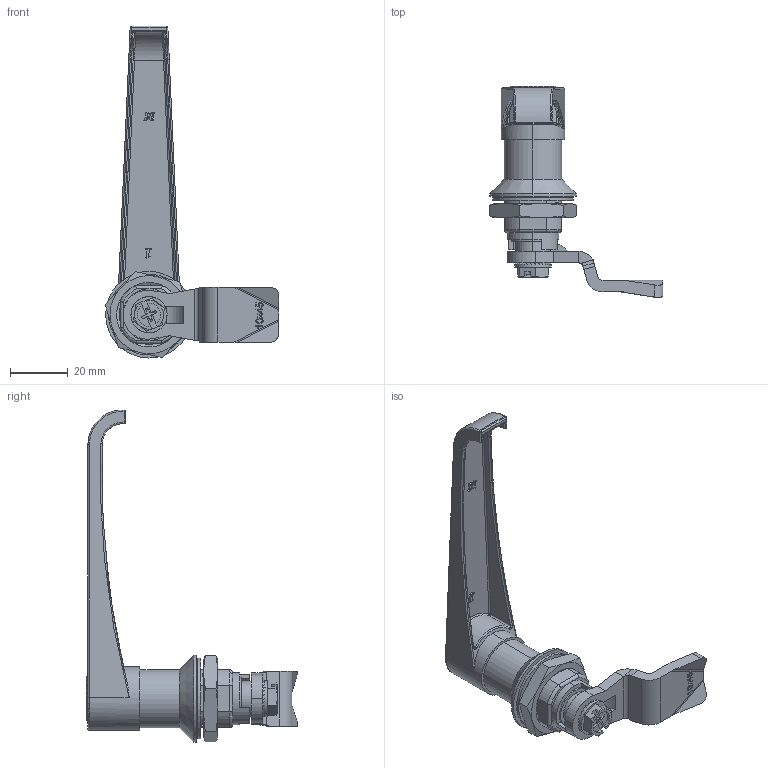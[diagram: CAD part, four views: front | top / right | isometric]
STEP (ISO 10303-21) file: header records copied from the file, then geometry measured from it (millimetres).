
FILE_DESCRIPTION (( 'STEP AP203' ), '1' );
FILE_NAME ('111.1.1.03.47.STEP', '2019-06-27T11:01:27', ( '' ), ( '' ), 'SwSTEP 2.0', 'SolidWorks 2018', '' );
FILE_SCHEMA (( 'CONFIG_CONTROL_DESIGN' ));
Length unit declared in the file: millimetre
Products named in the file (1): 111.1.1.03.47
Bounding box: 60.2 x 73.1 x 115 mm (x, y, z)
Volume: 28876 mm3; surface area: 22939.6 mm2
Topology: 7 solids, 7 shells, 643 faces, 1710 edges, 1102 vertices
Faces by surface type: plane 406, cylinder 147, bspline 42, cone 28, sphere 12, torus 8
Entity records: 24731 total; most frequent: CARTESIAN_POINT 9247, ORIENTED_EDGE 3408, DIRECTION 2959, EDGE_CURVE 1704, VERTEX_POINT 1100, VECTOR 987, LINE 987, AXIS2_PLACEMENT_3D 986
